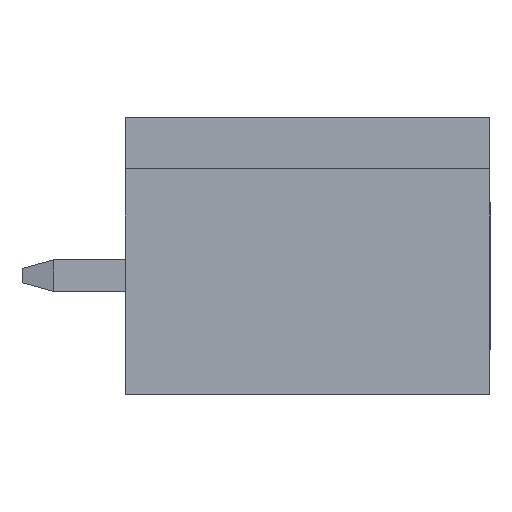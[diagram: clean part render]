
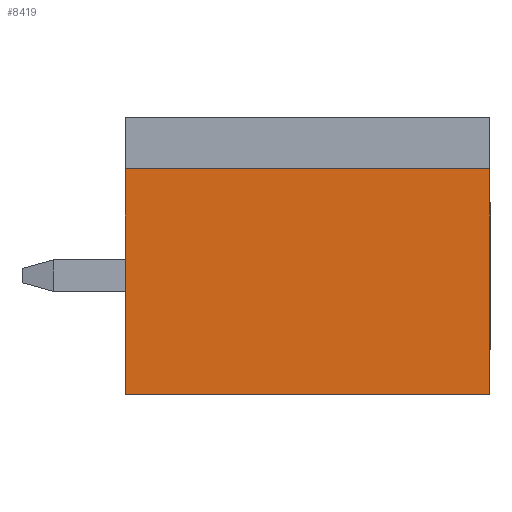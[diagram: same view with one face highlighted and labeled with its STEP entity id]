
A CAD part, left-side view. The second image highlights one B-rep face of the part: STEP entity #8419.
In plain terms, the highlighted planar face has unit normal (-1, 0, 0).
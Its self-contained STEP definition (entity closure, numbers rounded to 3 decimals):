
#1848=ORIENTED_EDGE('',*,*,#3426,.F.);
#1849=ORIENTED_EDGE('',*,*,#3525,.F.);
#1850=ORIENTED_EDGE('',*,*,#3399,.F.);
#1851=ORIENTED_EDGE('',*,*,#3346,.F.);
#3346=EDGE_CURVE('',#4365,#4366,#5317,.T.);
#3399=EDGE_CURVE('',#4366,#4413,#5358,.T.);
#3426=EDGE_CURVE('',#4433,#4365,#5381,.T.);
#3525=EDGE_CURVE('',#4413,#4433,#5477,.T.);
#4365=VERTEX_POINT('',#12683);
#4366=VERTEX_POINT('',#12685);
#4413=VERTEX_POINT('',#12788);
#4433=VERTEX_POINT('',#12839);
#5317=LINE('',#12684,#6375);
#5358=LINE('',#12787,#6416);
#5381=LINE('',#12840,#6439);
#5477=LINE('',#13039,#6535);
#6375=VECTOR('',#10300,1000.);
#6416=VECTOR('',#10371,1000.);
#6439=VECTOR('',#10412,1000.);
#6535=VECTOR('',#10608,1000.);
#7160=EDGE_LOOP('',(#1848,#1849,#1850,#1851));
#7629=FACE_BOUND('',#7160,.T.);
#8034=PLANE('',#8957);
#8419=ADVANCED_FACE('',(#7629),#8034,.F.);
#8957=AXIS2_PLACEMENT_3D('',#13040,#10609,#10610);
#10300=DIRECTION('',(0.,1.,0.));
#10371=DIRECTION('',(0.,0.,1.));
#10412=DIRECTION('',(0.,0.,-1.));
#10608=DIRECTION('',(0.,-1.,0.));
#10609=DIRECTION('',(1.,0.,0.));
#10610=DIRECTION('',(0.,0.,-1.));
#12683=CARTESIAN_POINT('',(-13.9,0.,-3.5));
#12684=CARTESIAN_POINT('',(-13.9,0.,-3.5));
#12685=CARTESIAN_POINT('',(-13.9,9.2,-3.5));
#12787=CARTESIAN_POINT('',(-13.9,9.2,-3.5));
#12788=CARTESIAN_POINT('',(-13.9,9.2,2.2));
#12839=CARTESIAN_POINT('',(-13.9,0.,2.2));
#12840=CARTESIAN_POINT('',(-13.9,0.,2.2));
#13039=CARTESIAN_POINT('',(-13.9,9.2,2.2));
#13040=CARTESIAN_POINT('',(-13.9,0.,0.));
